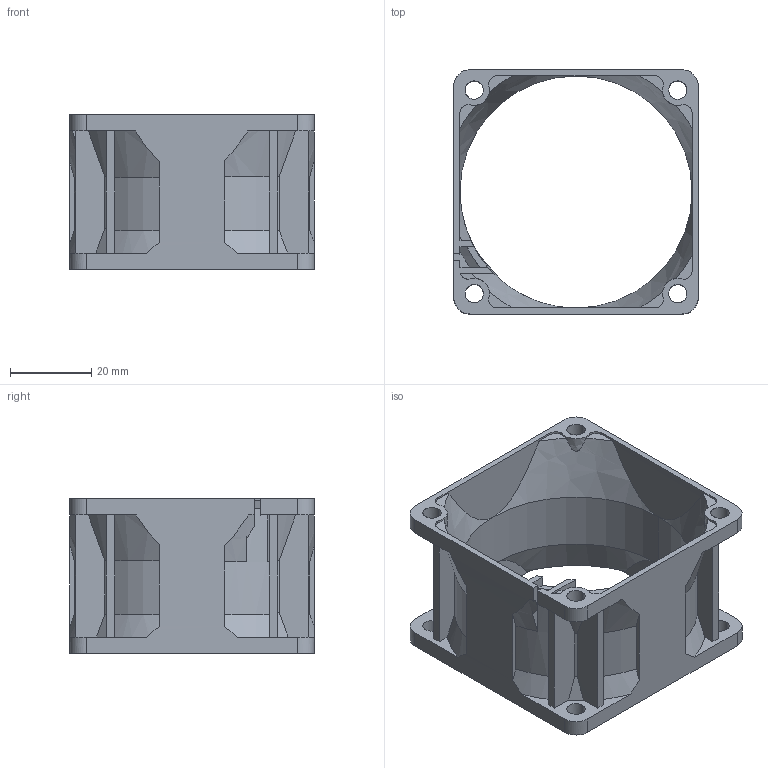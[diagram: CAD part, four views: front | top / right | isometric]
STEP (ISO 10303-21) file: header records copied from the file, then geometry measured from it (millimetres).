
FILE_DESCRIPTION (( 'STEP AP203' ), '1' );
FILE_NAME ('OD6038-VXC_m1_frame.stp', '2022-04-04T19:51:01', ( '' ), ( '' ), 'SwSTEP 2.0', 'SolidWorks 2018', '' );
FILE_SCHEMA (( 'CONFIG_CONTROL_DESIGN' ));
Length unit declared in the file: millimetre
Products named in the file (1): OD6038-VXC_m1_frame
Bounding box: 60.01 x 60.01 x 38 mm (x, y, z)
Volume: 16936.7 mm3; surface area: 19865 mm2
Topology: 1 solids, 1 shells, 175 faces, 603 edges, 429 vertices
Faces by surface type: bspline 97, plane 78
Entity records: 8203 total; most frequent: CARTESIAN_POINT 4049, ORIENTED_EDGE 1206, EDGE_CURVE 603, VERTEX_POINT 429, DIRECTION 388, B_SPLINE_CURVE_WITH_KNOTS 333, EDGE_LOOP 192, ADVANCED_FACE 175
